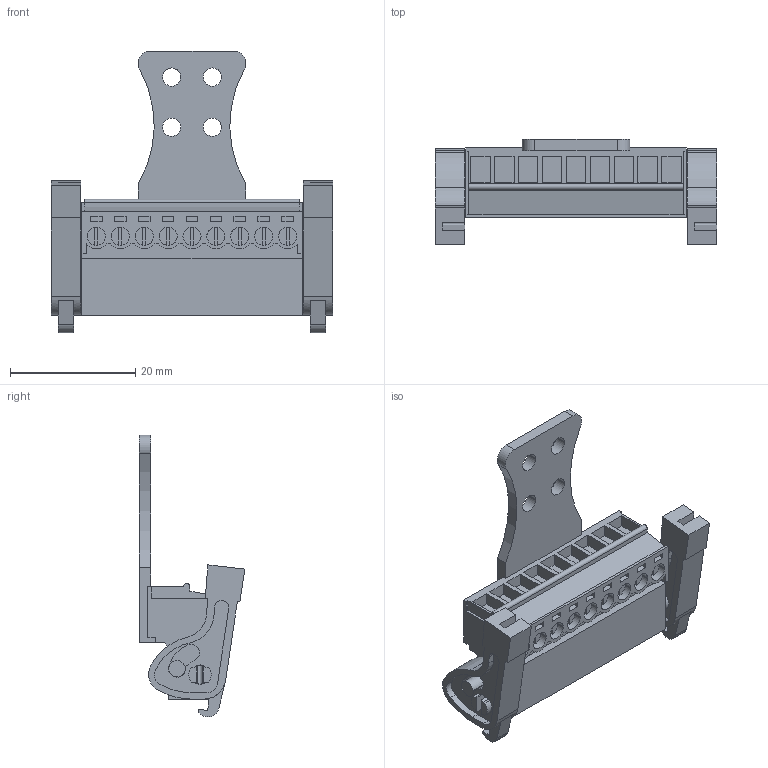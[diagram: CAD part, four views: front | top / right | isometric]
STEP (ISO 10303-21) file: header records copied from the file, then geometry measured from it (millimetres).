
FILE_DESCRIPTION(('CATIA V5 STEP Exchange','CAx-IF Rec.Pracs.--- Model Styling and Organization---1.2---2011-12-15'),'2;1');
FILE_NAME ('D1462290_0', '2018-05-08T13:45:53+00:00', ('none'), ('Weidmueller'), 'CATIA Version 5-6 Release 2014', 'CATIA V5 STEP AP214', 'none');
FILE_SCHEMA(('AUTOMOTIVE_DESIGN { 1 0 10303 214 1 1 1 1 }'));
Length unit declared in the file: millimetre
Products named in the file (1): 2444230000
Bounding box: 44.88 x 16.83 x 44.95 mm (x, y, z)
Volume: 5921.1 mm3; surface area: 8147.4 mm2
Topology: 22 solids, 22 shells, 742 faces, 1945 edges, 1300 vertices
Faces by surface type: plane 577, cylinder 165
Entity records: 21595 total; most frequent: CARTESIAN_POINT 3904, ORIENTED_EDGE 3890, DIRECTION 2752, EDGE_CURVE 1945, VECTOR 1501, LINE 1501, VERTEX_POINT 1300, AXIS2_PLACEMENT_3D 824
